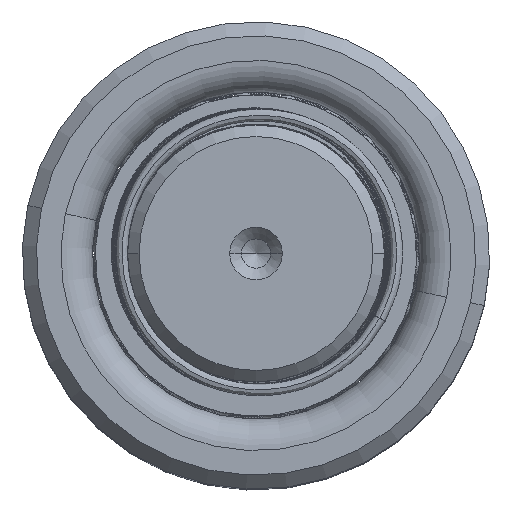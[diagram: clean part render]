
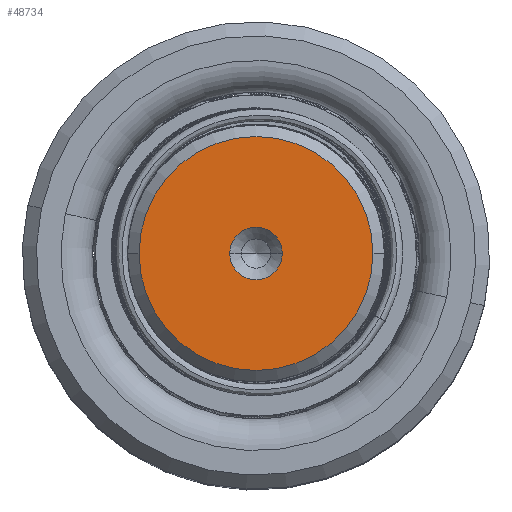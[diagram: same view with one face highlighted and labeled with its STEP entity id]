
A CAD part, top view. The second image highlights one B-rep face of the part: STEP entity #48734.
In plain terms, the highlighted planar face has unit normal (0, 0, 1).
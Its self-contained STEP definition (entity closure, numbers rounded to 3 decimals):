
#1437 = VERTEX_POINT ( 'NONE', #22195 ) ;
#1589 = AXIS2_PLACEMENT_3D ( 'NONE', #43113, #31506, #16274 ) ;
#1649 = EDGE_CURVE ( 'NONE', #33331, #28887, #6238, .T. ) ;
#3134 = EDGE_LOOP ( 'NONE', ( #16204, #47723 ) ) ;
#4830 = EDGE_CURVE ( 'NONE', #28887, #33331, #42829, .T. ) ;
#5009 = CARTESIAN_POINT ( 'NONE',  ( 0., 0., 150. ) ) ;
#6238 = CIRCLE ( 'NONE', #47682, 2.25 ) ;
#7612 = PLANE ( 'NONE',  #34603 ) ;
#8177 = DIRECTION ( 'NONE',  ( 0., 0., 1. ) ) ;
#8976 = DIRECTION ( 'NONE',  ( 1., 0., 0. ) ) ;
#9317 = DIRECTION ( 'NONE',  ( 0., 0., 1. ) ) ;
#10847 = VERTEX_POINT ( 'NONE', #14194 ) ;
#11867 = DIRECTION ( 'NONE',  ( 0., 0., 1. ) ) ;
#14194 = CARTESIAN_POINT ( 'NONE',  ( 10.009, 0., 150. ) ) ;
#15496 = DIRECTION ( 'NONE',  ( 1., 0., 0. ) ) ;
#16204 = ORIENTED_EDGE ( 'NONE', *, *, #43248, .T. ) ;
#16274 = DIRECTION ( 'NONE',  ( 1., 0., 0. ) ) ;
#17061 = AXIS2_PLACEMENT_3D ( 'NONE', #48633, #45449, #22772 ) ;
#22195 = CARTESIAN_POINT ( 'NONE',  ( -10.009, 0., 150. ) ) ;
#22772 = DIRECTION ( 'NONE',  ( 1., 0., 0. ) ) ;
#22863 = CARTESIAN_POINT ( 'NONE',  ( 0., 0., 150. ) ) ;
#22870 = CIRCLE ( 'NONE', #1589, 10.009 ) ;
#23346 = DIRECTION ( 'NONE',  ( 1., 0., 0. ) ) ;
#24830 = CARTESIAN_POINT ( 'NONE',  ( -2.25, 0., 150. ) ) ;
#25867 = FACE_OUTER_BOUND ( 'NONE', #3134, .T. ) ;
#28601 = EDGE_LOOP ( 'NONE', ( #37513, #48529 ) ) ;
#28887 = VERTEX_POINT ( 'NONE', #24830 ) ;
#29577 = CIRCLE ( 'NONE', #17061, 10.009 ) ;
#31506 = DIRECTION ( 'NONE',  ( 0., 0., 1. ) ) ;
#33331 = VERTEX_POINT ( 'NONE', #34168 ) ;
#34168 = CARTESIAN_POINT ( 'NONE',  ( 2.25, 0., 150. ) ) ;
#34534 = CARTESIAN_POINT ( 'NONE',  ( 0., 0., 150. ) ) ;
#34603 = AXIS2_PLACEMENT_3D ( 'NONE', #34534, #11867, #15496 ) ;
#37513 = ORIENTED_EDGE ( 'NONE', *, *, #1649, .F. ) ;
#38293 = FACE_BOUND ( 'NONE', #28601, .T. ) ;
#38472 = EDGE_CURVE ( 'NONE', #10847, #1437, #29577, .T. ) ;
#40150 = AXIS2_PLACEMENT_3D ( 'NONE', #22863, #8177, #23346 ) ;
#42829 = CIRCLE ( 'NONE', #40150, 2.25 ) ;
#43113 = CARTESIAN_POINT ( 'NONE',  ( 0., 0., 150. ) ) ;
#43248 = EDGE_CURVE ( 'NONE', #1437, #10847, #22870, .T. ) ;
#45449 = DIRECTION ( 'NONE',  ( 0., 0., 1. ) ) ;
#47682 = AXIS2_PLACEMENT_3D ( 'NONE', #5009, #9317, #8976 ) ;
#47723 = ORIENTED_EDGE ( 'NONE', *, *, #38472, .T. ) ;
#48529 = ORIENTED_EDGE ( 'NONE', *, *, #4830, .F. ) ;
#48633 = CARTESIAN_POINT ( 'NONE',  ( 0., 0., 150. ) ) ;
#48734 = ADVANCED_FACE ( 'NONE', ( #38293, #25867 ), #7612, .T. ) ;
